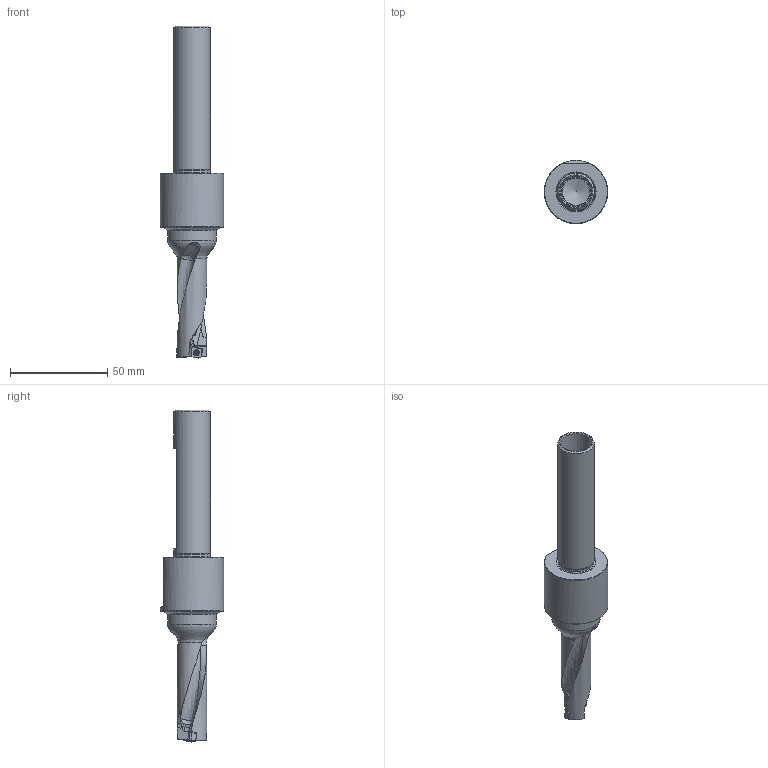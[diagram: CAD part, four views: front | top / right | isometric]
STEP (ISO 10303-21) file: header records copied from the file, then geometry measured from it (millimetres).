
FILE_DESCRIPTION(/* description */ (''),/* implementation_level */ '2;1');
FILE_NAME(/* name */ 'toolassembly_1.stp',/* time_stamp */ '2020-07-08T14:21:22+02:00',/* author */ (''),/* organization */ ('SMS'),/* preprocessor_version */ 'ST-DEVELOPER v16.7',/* originating_system */ 'SIEMENS PLM Software NX 12.0',/* authorisation */ '');
FILE_SCHEMA (('AUTOMOTIVE_DESIGN { 1 0 10303 214 3 1 1 1 }'));
Length unit declared in the file: millimetre
Products named in the file (5): CUT_20200708141741; CUT_20200708141739; NOCUT_20200708141731; ASSEMBLY_CONSTRUCTION; TOOLASSEMBLY_1
Assembly tree (4 placements, depth 2):
  TOOLASSEMBLY_1
    ASSEMBLY_CONSTRUCTION
    NOCUT_20200708141731
    CUT_20200708141739
    CUT_20200708141741
Bounding box: 32.7 x 32.7 x 170.85 mm (x, y, z)
Volume: 49072.4 mm3; surface area: 14706.4 mm2
Topology: 4 solids, 4 shells, 262 faces, 693 edges, 443 vertices
Faces by surface type: plane 95, cylinder 56, cone 32, bspline 29, extrusion 24, torus 14, sphere 11, revolution 1
Full cylindrical faces by diameter (mm): 1.68 x2, 2.2 x2, 2.66 x2, 10.51 x1, 14 x1, 14.5 x1, 15.95 x1, 18.544 x1, 19.044 x1, 25 x1, 32.7 x1
Entity records: 11197 total; most frequent: CARTESIAN_POINT 5074, ORIENTED_EDGE 1228, DIRECTION 1157, EDGE_CURVE 614, AXIS2_PLACEMENT_3D 460, VERTEX_POINT 418, EDGE_LOOP 319, ADVANCED_FACE 262
